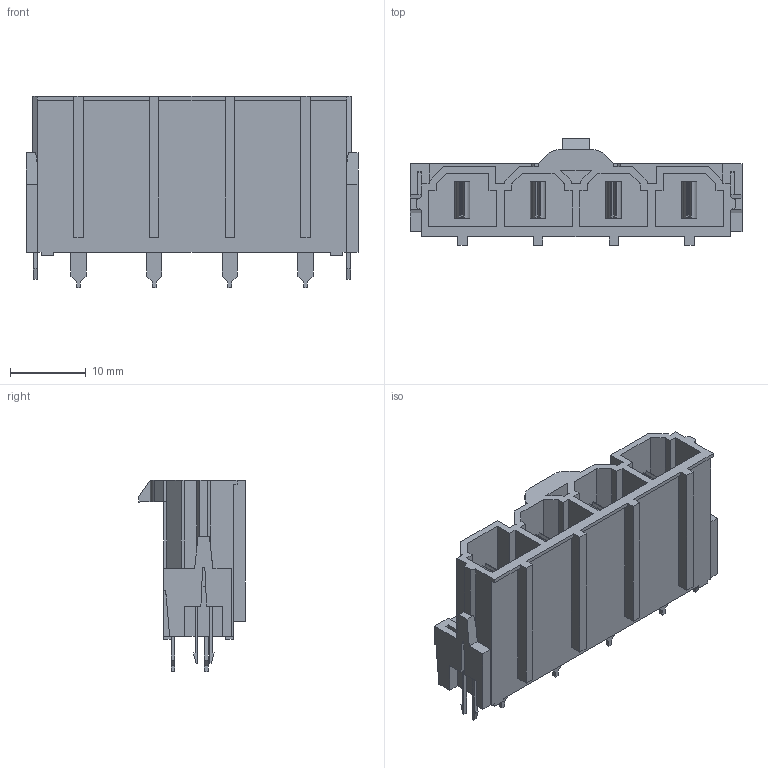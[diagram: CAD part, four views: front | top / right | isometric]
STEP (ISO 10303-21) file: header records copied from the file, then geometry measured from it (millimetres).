
FILE_DESCRIPTION (( 'STEP AP214' ), '1' );
FILE_NAME ('428194213_MOLEX.STEP', '2014-07-16T10:08:54', ( '' ), ( '' ), 'SwSTEP 2.0', 'SolidWorks 2014', '' );
FILE_SCHEMA (( 'AUTOMOTIVE_DESIGN' ));
Length unit declared in the file: millimetre
Products named in the file (1): 428194213_MOLEX
Bounding box: 43.88 x 14.1 x 25.25 mm (x, y, z)
Volume: 5558.4 mm3; surface area: 5302.5 mm2
Topology: 3 solids, 3 shells, 353 faces, 976 edges, 644 vertices
Faces by surface type: plane 343, cylinder 10
Entity records: 11062 total; most frequent: CARTESIAN_POINT 1974, ORIENTED_EDGE 1952, DIRECTION 1704, EDGE_CURVE 976, VECTOR 956, LINE 956, VERTEX_POINT 644, AXIS2_PLACEMENT_3D 374
